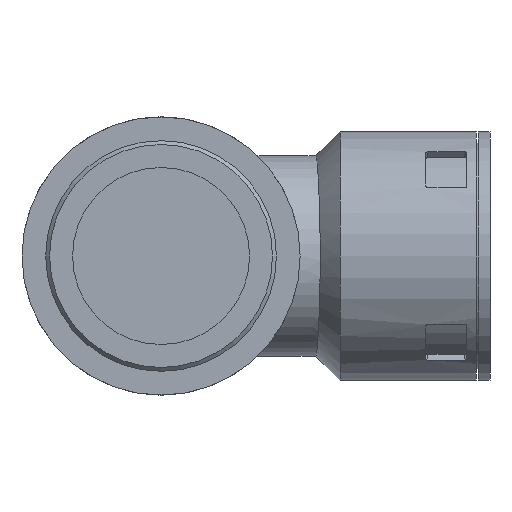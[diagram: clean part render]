
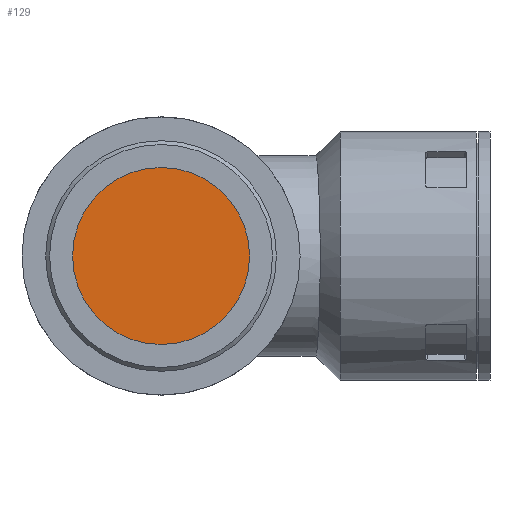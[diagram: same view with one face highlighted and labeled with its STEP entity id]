
A CAD part, front view. The second image highlights one B-rep face of the part: STEP entity #129.
In plain terms, the highlighted planar face has unit normal (0, -1, 0).
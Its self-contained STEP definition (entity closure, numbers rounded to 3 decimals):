
#129 = ADVANCED_FACE( '', ( #263 ), #264, .T. );
#263 = FACE_OUTER_BOUND( '', #408, .T. );
#264 = PLANE( '', #409 );
#408 = EDGE_LOOP( '', ( #823 ) );
#409 = AXIS2_PLACEMENT_3D( '', #824, #825, #826 );
#823 = ORIENTED_EDGE( '', *, *, #987, .T. );
#824 = CARTESIAN_POINT( '', ( 4.35, -7.1, 0. ) );
#825 = DIRECTION( '', ( 0., -1., 0. ) );
#826 = DIRECTION( '', ( 0., 0., -1. ) );
#987 = EDGE_CURVE( '', #1202, #1202, #1203, .T. );
#1202 = VERTEX_POINT( '', #1773 );
#1203 = CIRCLE( '', #1774, 22.75 );
#1773 = CARTESIAN_POINT( '', ( -18.4, -7.1, 0. ) );
#1774 = AXIS2_PLACEMENT_3D( '', #2042, #2043, #2044 );
#2042 = CARTESIAN_POINT( '', ( 4.35, -7.1, 0. ) );
#2043 = DIRECTION( '', ( 0., -1., 0. ) );
#2044 = DIRECTION( '', ( -1., 0., 0. ) );
